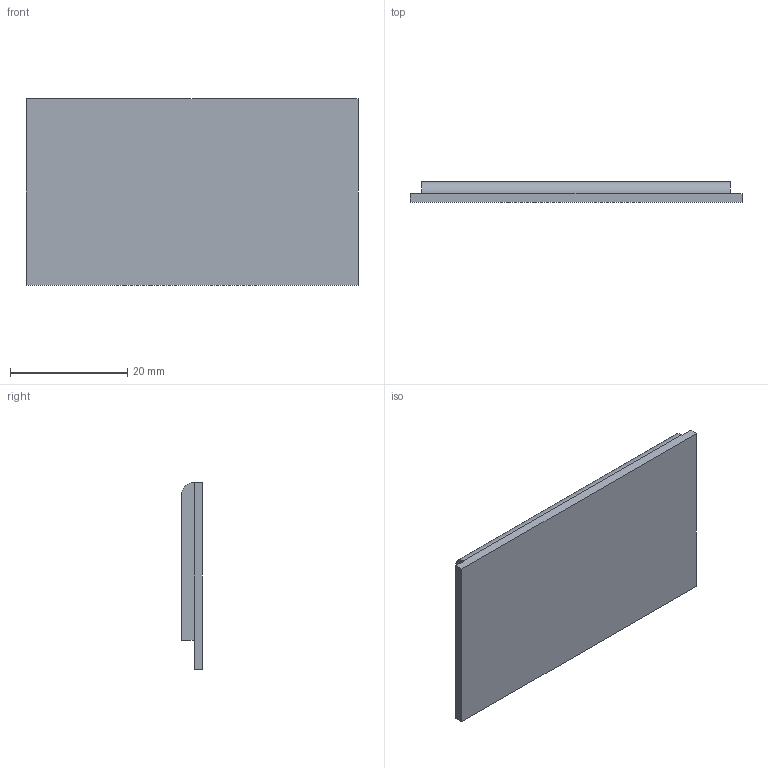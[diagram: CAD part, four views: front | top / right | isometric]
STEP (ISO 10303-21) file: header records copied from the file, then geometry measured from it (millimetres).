
FILE_DESCRIPTION(/* description */ (''),/* implementation_level */ '2;1');
FILE_NAME(/* name */ 'Battery_Cover_Simplified.step',/* time_stamp */ '2017-06-28T00:13:02+02:00',/* author */ (''),/* organization */ (''),/* preprocessor_version */ 'ST-DEVELOPER v16.13',/* originating_system */ 'Autodesk Translation Framework v6.1.1.50',/* authorisation */ '');
FILE_SCHEMA (('AUTOMOTIVE_DESIGN { 1 0 10303 214 3 1 1 }'));
Length unit declared in the file: millimetre
Products named in the file (2): TCase2_Simplified v18; BatteryCover_Simplified v7
Assembly tree (1 placements, depth 2):
  TCase2_Simplified v18
    BatteryCover_Simplified v7
Bounding box: 56.56 x 3.5 x 31.85 mm (x, y, z)
Volume: 5401.2 mm3; surface area: 4162.8 mm2
Topology: 1 solids, 1 shells, 14 faces, 33 edges, 22 vertices
Faces by surface type: plane 12, cylinder 2
Entity records: 541 total; most frequent: CARTESIAN_POINT 72, DIRECTION 71, ORIENTED_EDGE 66, EDGE_CURVE 33, LINE 29, VECTOR 29, VERTEX_POINT 22, AXIS2_PLACEMENT_3D 21
